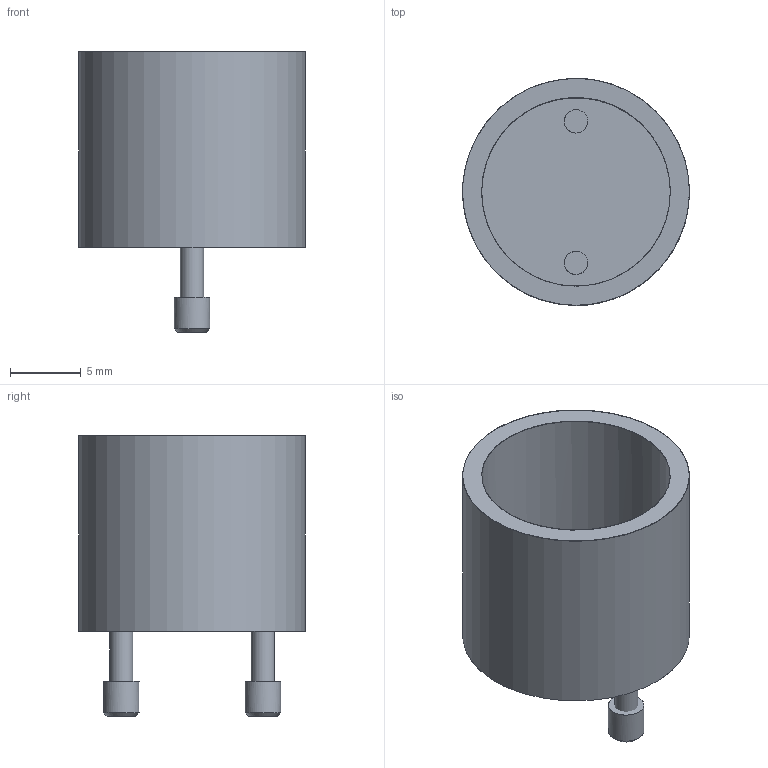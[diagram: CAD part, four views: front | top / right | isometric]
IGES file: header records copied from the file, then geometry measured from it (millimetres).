
Global section: file name: 48Hacc pierre devis1.igs; preprocessor: Trout Lake IGES 012 Jan 17 2017; date: 200615.095519; units: millimetre
Bounding box: 16 x 16 x 19.82 mm (x, y, z)
Surface area: 1761.6 mm2 (no closed solid volume)
Topology: 0 solids, 0 shells, 20 faces, 91 edges, 80 vertices
Faces by surface type: bspline 20
